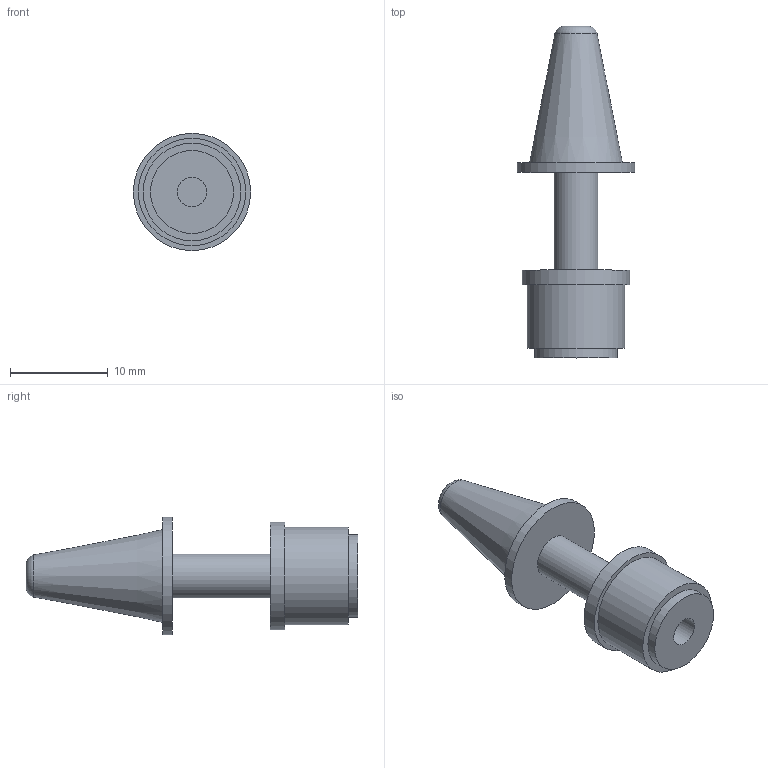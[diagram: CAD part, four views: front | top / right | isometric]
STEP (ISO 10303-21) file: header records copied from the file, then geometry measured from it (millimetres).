
FILE_DESCRIPTION(/* description */ (''),/* implementation_level */ '2;1');
FILE_NAME(/* name */ 'Sujetador.step',/* time_stamp */ '2025-11-10T23:30:17-05:00',/* author */ (''),/* organization */ (''),/* preprocessor_version */ 'ST-DEVELOPER v20.1',/* originating_system */ 'Autodesk Translation Framework v14.21.0.0',/* authorisation */ '');
FILE_SCHEMA (('AUTOMOTIVE_DESIGN { 1 0 10303 214 3 1 1 }'));
Length unit declared in the file: millimetre
Products named in the file (1): Sujetador
Bounding box: 12 x 34 x 12 mm (x, y, z)
Volume: 1445.5 mm3; surface area: 1171.6 mm2
Topology: 1 solids, 1 shells, 16 faces, 24 edges, 16 vertices
Faces by surface type: plane 8, cylinder 6, torus 1, cone 1
Full cylindrical faces by diameter (mm): 3 x1, 4.5 x1, 8.5 x1, 10 x1, 11 x1, 12 x1
Entity records: 398 total; most frequent: DIRECTION 75, CARTESIAN_POINT 57, ORIENTED_EDGE 48, AXIS2_PLACEMENT_3D 34, EDGE_CURVE 24, EDGE_LOOP 22, CIRCLE 17, FACE_OUTER_BOUND 16
